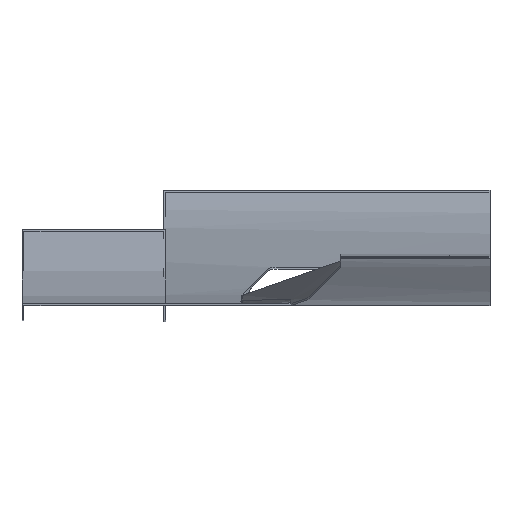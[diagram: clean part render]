
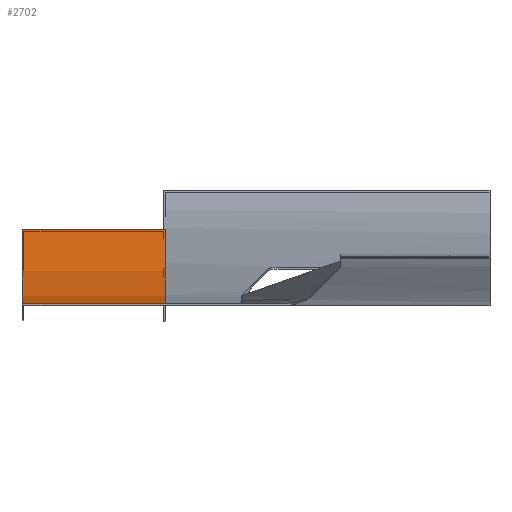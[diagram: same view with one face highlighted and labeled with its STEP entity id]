
A CAD part, top view. The second image highlights one B-rep face of the part: STEP entity #2702.
In plain terms, the highlighted free-form (B-spline) face has degree [2, 1] with [3, 2] control points.
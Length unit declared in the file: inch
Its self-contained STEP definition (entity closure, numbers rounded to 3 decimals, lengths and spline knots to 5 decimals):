
#14 = ORIENTED_EDGE ( 'NONE', *, *, #3233, .F. ) ;
#207 = B_SPLINE_CURVE_WITH_KNOTS ( 'NONE', 2,
 ( #1089, #1761, #1132 ),
 .UNSPECIFIED., .F., .F.,
 ( 3, 3 ),
 ( 0., 1. ),
 .UNSPECIFIED. ) ;
#222 = CARTESIAN_POINT ( 'NONE',  ( -17.15, 1.6, -1.96318 ) ) ;
#333 = VERTEX_POINT ( 'NONE', #960 ) ;
#350 = ORIENTED_EDGE ( 'NONE', *, *, #3040, .T. ) ;
#457 = ORIENTED_EDGE ( 'NONE', *, *, #3282, .F. ) ;
#472 = FACE_OUTER_BOUND ( 'NONE', #698, .T. ) ;
#628 = CARTESIAN_POINT ( 'NONE',  ( -17.15, 1.6, -1.96318 ) ) ;
#692 = CARTESIAN_POINT ( 'NONE',  ( -24.75, 5.56889, -18.37979 ) ) ;
#698 = EDGE_LOOP ( 'NONE', ( #3836, #350, #457, #14 ) ) ;
#805 = EDGE_CURVE ( 'NONE', #333, #2798, #835, .T. ) ;
#835 = LINE ( 'NONE', #2678, #3915 ) ;
#845 = CARTESIAN_POINT ( 'NONE',  ( -17.15, 1.64062, -10.9921 ) ) ;
#960 = CARTESIAN_POINT ( 'NONE',  ( -24.75, 1.6, -1.96318 ) ) ;
#1089 = CARTESIAN_POINT ( 'NONE',  ( -24.75, 1.6, -1.96318 ) ) ;
#1116 = CARTESIAN_POINT ( 'NONE',  ( -24.75, 5.56889, -18.37979 ) ) ;
#1132 = CARTESIAN_POINT ( 'NONE',  ( -24.75, 5.56889, -18.37979 ) ) ;
#1185 = VECTOR ( 'NONE', #3590, 39.37008 ) ;
#1218 = CARTESIAN_POINT ( 'NONE',  ( -17.15, 1.64062, -10.9921 ) ) ;
#1431 = CARTESIAN_POINT ( 'NONE',  ( -17.15, 5.56889, -18.37979 ) ) ;
#1761 = CARTESIAN_POINT ( 'NONE',  ( -24.75, 1.64062, -10.9921 ) ) ;
#2339 = LINE ( 'NONE', #3632, #1185 ) ;
#2572 = VERTEX_POINT ( 'NONE', #692 ) ;
#2678 = CARTESIAN_POINT ( 'NONE',  ( -59.42636, 1.6, -1.96318 ) ) ;
#2702 = ADVANCED_FACE ( 'NONE', ( #472 ), #3440, .F. ) ;
#2798 = VERTEX_POINT ( 'NONE', #3969 ) ;
#2918 = B_SPLINE_CURVE_WITH_KNOTS ( 'NONE', 2,
 ( #628, #1218, #4071 ),
 .UNSPECIFIED., .F., .F.,
 ( 3, 3 ),
 ( 0., 1. ),
 .UNSPECIFIED. ) ;
#2936 = VERTEX_POINT ( 'NONE', #1431 ) ;
#2997 = CARTESIAN_POINT ( 'NONE',  ( -24.75, 1.6, -1.96318 ) ) ;
#3040 = EDGE_CURVE ( 'NONE', #2798, #2936, #2918, .T. ) ;
#3233 = EDGE_CURVE ( 'NONE', #333, #2572, #207, .T. ) ;
#3282 = EDGE_CURVE ( 'NONE', #2572, #2936, #2339, .T. ) ;
#3318 = DIRECTION ( 'NONE',  ( 1., 0., 0. ) ) ;
#3388 = CARTESIAN_POINT ( 'NONE',  ( -17.15, 5.56889, -18.37979 ) ) ;
#3440 = B_SPLINE_SURFACE_WITH_KNOTS ( 'NONE', 2, 1, ( 
 ( #1116, #3388 ),
 ( #3616, #845 ),
 ( #2997, #222 ) ),
 .UNSPECIFIED., .F., .F., .F.,
 ( 3, 3 ),
 ( 2, 2 ),
 ( 0., 1. ),
 ( 0., 1. ),
 .UNSPECIFIED. ) ;
#3590 = DIRECTION ( 'NONE',  ( 1., 0., 0. ) ) ;
#3616 = CARTESIAN_POINT ( 'NONE',  ( -24.75, 1.64062, -10.9921 ) ) ;
#3632 = CARTESIAN_POINT ( 'NONE',  ( -59.42636, 5.56889, -18.37979 ) ) ;
#3836 = ORIENTED_EDGE ( 'NONE', *, *, #805, .T. ) ;
#3915 = VECTOR ( 'NONE', #3318, 39.37008 ) ;
#3969 = CARTESIAN_POINT ( 'NONE',  ( -17.15, 1.6, -1.96318 ) ) ;
#4071 = CARTESIAN_POINT ( 'NONE',  ( -17.15, 5.56889, -18.37979 ) ) ;
